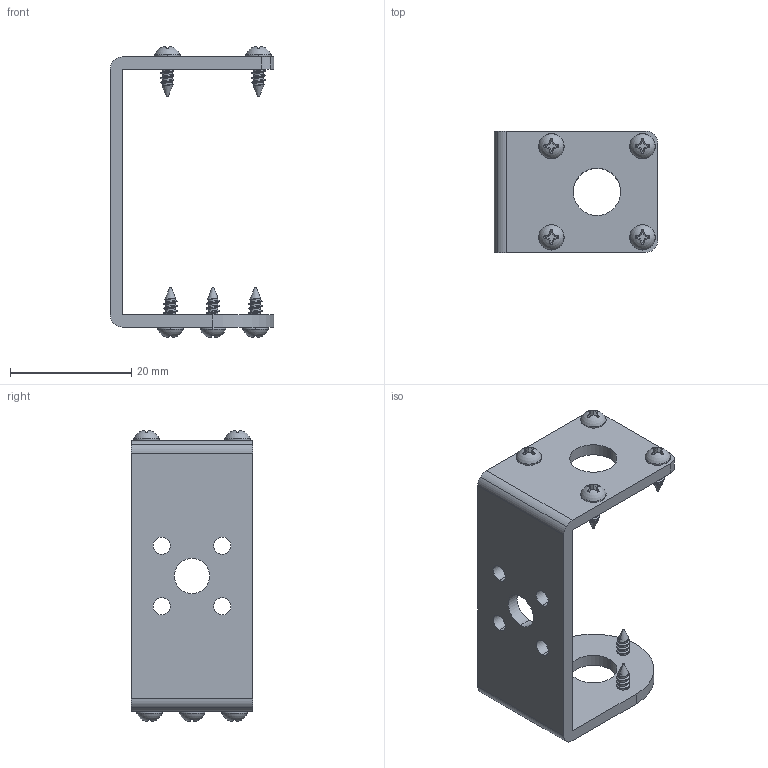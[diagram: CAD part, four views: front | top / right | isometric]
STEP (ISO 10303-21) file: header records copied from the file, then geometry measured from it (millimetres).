
FILE_DESCRIPTION (( 'STEP AP203' ), '1' );
FILE_NAME ('Soporte U corto_Default_sldprt.STEP', '2023-11-06T02:32:17', ( '' ), ( '' ), 'SwSTEP 2.0', 'SolidWorks 2023', '' );
FILE_SCHEMA (( 'CONFIG_CONTROL_DESIGN' ));
Products named in the file (1): Soporte U corto_Default_sldprt
Bounding box: 26.9 x 20 x 47.93 mm (x, y, z)
Volume: 3525.9 mm3; surface area: 4718.1 mm2
Topology: 9 solids, 9 shells, 617 faces, 1757 edges, 1166 vertices
Faces by surface type: cylinder 248, plane 161, bspline 104, cone 80, torus 16, sphere 8
Entity records: 34216 total; most frequent: CARTESIAN_POINT 20005, ORIENTED_EDGE 3482, DIRECTION 2473, EDGE_CURVE 1741, VERTEX_POINT 1158, AXIS2_PLACEMENT_3D 930, EDGE_LOOP 663, ADVANCED_FACE 617
